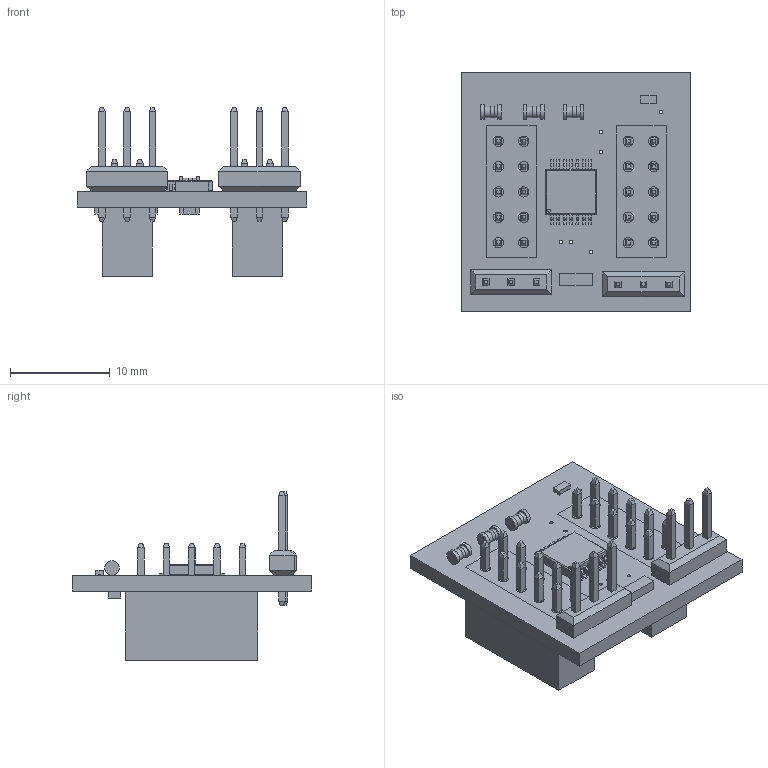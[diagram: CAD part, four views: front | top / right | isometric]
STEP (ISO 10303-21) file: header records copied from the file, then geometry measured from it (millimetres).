
FILE_DESCRIPTION(/* description */ (''),/* implementation_level */ '2;1');
FILE_NAME(/* name */ '9ba6a40f-b080-4021-b3df-0f1206fbe3a5.stp',/* time_stamp */ '2019-06-13T12:08:42+00:00',/* author */ (''),/* organization */ (''),/* preprocessor_version */ 'ST-DEVELOPER v18',/* originating_system */ 'Autodesk Translation Framework v8.2.0.1029',/* authorisation */ '');
FILE_SCHEMA (('AUTOMOTIVE_DESIGN { 1 0 10303 214 3 1 1 }'));
Length unit declared in the file: millimetre
Products named in the file (12): 9ba6a40f-b080-4021-b3df-0f1206fbe3a5; PCB Component; Board; JP2; JP2 (1); 2X05; 2X05 (1); MAX31856MUD+; 100n; 87758-0216; 18-235/R6GHBHC-A01/2T; 33
Assembly tree (15 placements, depth 3):
  9ba6a40f-b080-4021-b3df-0f1206fbe3a5
    PCB Component
      Board
      JP2
      JP2 (1)
      2X05
      2X05 (1)
      MAX31856MUD+
      100n  x3
      87758-0216
      18-235/R6GHBHC-A01/2T
      33  x3
Bounding box: 23 x 24 x 16.88 mm (x, y, z)
Volume: 2097.7 mm3; surface area: 3067.1 mm2
Topology: 14 solids, 14 shells, 849 faces, 2025 edges, 1283 vertices
Faces by surface type: plane 743, cylinder 106
Full cylindrical faces by diameter (mm): 0.3 x1, 0.35 x6, 0.9 x2, 0.914 x6, 1.016 x20, 1.16 x6, 1.162 x3, 1.45 x6
Entity records: 23899 total; most frequent: CARTESIAN_POINT 3924, ORIENTED_EDGE 3806, DIRECTION 3758, EDGE_CURVE 1903, LINE 1700, VECTOR 1700, VERTEX_POINT 1195, AXIS2_PLACEMENT_3D 1029
